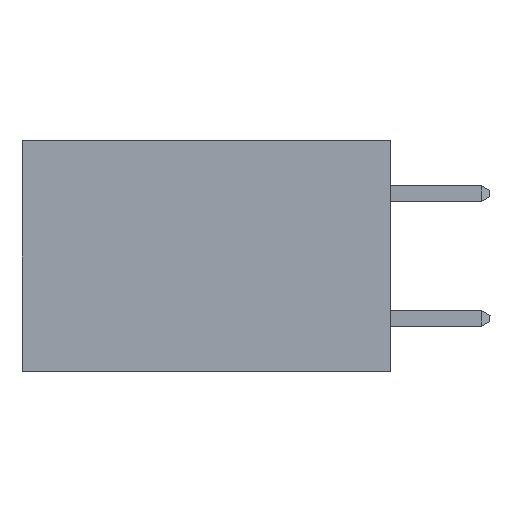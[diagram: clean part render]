
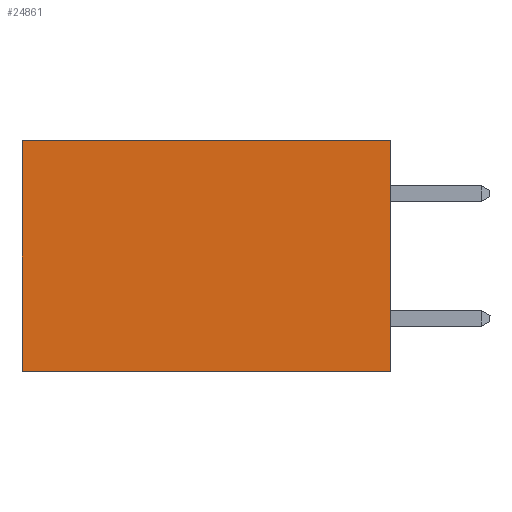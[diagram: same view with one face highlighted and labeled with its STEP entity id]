
A CAD part, left-side view. The second image highlights one B-rep face of the part: STEP entity #24861.
In plain terms, the highlighted planar face has unit normal (-1, 0, 0).
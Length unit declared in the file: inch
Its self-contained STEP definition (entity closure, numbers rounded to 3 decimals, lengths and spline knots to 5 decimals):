
#457 = VECTOR ( 'NONE', #33280, 39.37008 ) ;
#673 = LINE ( 'NONE', #19332, #33283 ) ;
#2819 = ORIENTED_EDGE ( 'NONE', *, *, #26930, .T. ) ;
#3294 = LINE ( 'NONE', #10346, #28354 ) ;
#3820 = DIRECTION ( 'NONE',  ( 0., 1., 0. ) ) ;
#6963 = CARTESIAN_POINT ( 'NONE',  ( 0.277, 0., 0. ) ) ;
#7307 = CARTESIAN_POINT ( 'NONE',  ( 0.277, 0.59, 0. ) ) ;
#7648 = ORIENTED_EDGE ( 'NONE', *, *, #13243, .F. ) ;
#7690 = CARTESIAN_POINT ( 'NONE',  ( 0.277, 0., -0.37 ) ) ;
#9439 = FACE_OUTER_BOUND ( 'NONE', #31843, .T. ) ;
#10099 = VECTOR ( 'NONE', #3820, 39.37008 ) ;
#10210 = ORIENTED_EDGE ( 'NONE', *, *, #18912, .F. ) ;
#10339 = PLANE ( 'NONE',  #13942 ) ;
#10346 = CARTESIAN_POINT ( 'NONE',  ( 0.277, 0., 0. ) ) ;
#10602 = CARTESIAN_POINT ( 'NONE',  ( 0.277, 0., -0.37 ) ) ;
#12891 = DIRECTION ( 'NONE',  ( 1., 0., 0. ) ) ;
#13243 = EDGE_CURVE ( 'NONE', #21511, #32977, #16833, .T. ) ;
#13942 = AXIS2_PLACEMENT_3D ( 'NONE', #7690, #12891, #30884 ) ;
#16662 = CARTESIAN_POINT ( 'NONE',  ( 0.277, 0., -0.37 ) ) ;
#16833 = LINE ( 'NONE', #16662, #10099 ) ;
#18912 = EDGE_CURVE ( 'NONE', #27407, #21511, #28768, .T. ) ;
#19332 = CARTESIAN_POINT ( 'NONE',  ( 0.277, 0.59, -0.37 ) ) ;
#20464 = CARTESIAN_POINT ( 'NONE',  ( 0.277, 0.59, -0.37 ) ) ;
#21511 = VERTEX_POINT ( 'NONE', #10602 ) ;
#21919 = DIRECTION ( 'NONE',  ( 0., 0., -1. ) ) ;
#24861 = ADVANCED_FACE ( 'NONE', ( #9439 ), #10339, .F. ) ;
#25576 = CARTESIAN_POINT ( 'NONE',  ( 0.277, 0., -0.37 ) ) ;
#26930 = EDGE_CURVE ( 'NONE', #27407, #27517, #3294, .T. ) ;
#27407 = VERTEX_POINT ( 'NONE', #6963 ) ;
#27517 = VERTEX_POINT ( 'NONE', #7307 ) ;
#28354 = VECTOR ( 'NONE', #30887, 39.37008 ) ;
#28768 = LINE ( 'NONE', #25576, #457 ) ;
#29709 = EDGE_CURVE ( 'NONE', #27517, #32977, #673, .T. ) ;
#30884 = DIRECTION ( 'NONE',  ( 0., 0., -1. ) ) ;
#30887 = DIRECTION ( 'NONE',  ( 0., 1., 0. ) ) ;
#31843 = EDGE_LOOP ( 'NONE', ( #32305, #7648, #10210, #2819 ) ) ;
#32305 = ORIENTED_EDGE ( 'NONE', *, *, #29709, .T. ) ;
#32977 = VERTEX_POINT ( 'NONE', #20464 ) ;
#33280 = DIRECTION ( 'NONE',  ( 0., 0., -1. ) ) ;
#33283 = VECTOR ( 'NONE', #21919, 39.37008 ) ;
